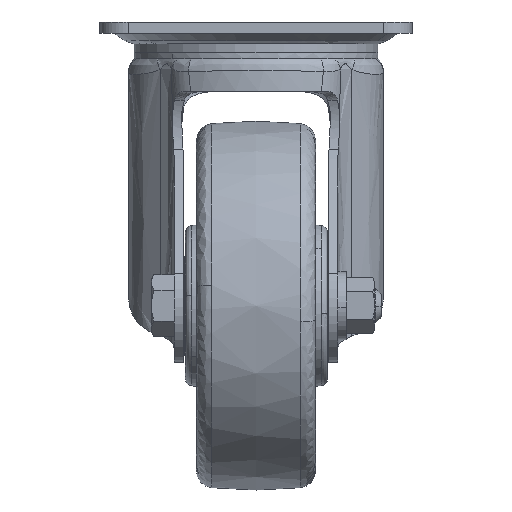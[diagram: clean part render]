
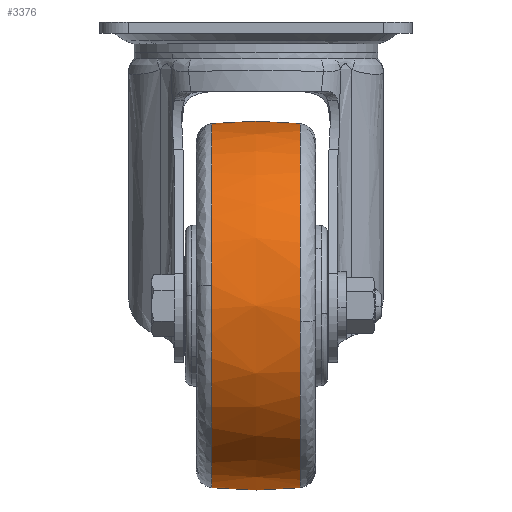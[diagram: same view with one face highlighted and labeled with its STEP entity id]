
A CAD part, left-side view. The second image highlights one B-rep face of the part: STEP entity #3376.
In plain terms, the highlighted free-form (B-spline) face has degree [2, 2] with [5, 7] control points.
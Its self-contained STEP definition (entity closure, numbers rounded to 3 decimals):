
#3070=CARTESIAN_POINT('',(-103.774,15.625,-92.756));
#3071=VERTEX_POINT('',#3070);
#3085=CARTESIAN_POINT('',(-40.0,15.625,-35.816));
#3086=VERTEX_POINT('',#3085);
#3087=CARTESIAN_POINT('',(-40.0,15.625,-35.816));
#3088=CARTESIAN_POINT('',(-97.307,15.625,-35.816));
#3089=CARTESIAN_POINT('',(-103.774,15.625,-92.756));
#3097=(BOUNDED_CURVE()B_SPLINE_CURVE(2,(#3087,#3088,#3089),.UNSPECIFIED.,.F.,.U.)B_SPLINE_CURVE_WITH_KNOTS((3,3),(0.5,0.73),.UNSPECIFIED.)CURVE()GEOMETRIC_REPRESENTATION_ITEM()RATIONAL_B_SPLINE_CURVE((1.0,0.73,0.958))REPRESENTATION_ITEM(''));
#3098=EDGE_CURVE('',#3086,#3071,#3097,.T.);
#3164=CARTESIAN_POINT('',(-40.0,15.625,-164.184));
#3165=VERTEX_POINT('',#3164);
#3179=CARTESIAN_POINT('',(-103.774,15.625,-92.756));
#3180=CARTESIAN_POINT('',(-104.184,15.625,-96.367));
#3181=CARTESIAN_POINT('',(-104.184,15.625,-100.));
#3182=CARTESIAN_POINT('',(-104.184,15.625,-164.184));
#3183=CARTESIAN_POINT('',(-40.0,15.625,-164.184));
#3191=(BOUNDED_CURVE()B_SPLINE_CURVE(2,(#3179,#3180,#3181,#3182,#3183),.UNSPECIFIED.,.F.,.U.)B_SPLINE_CURVE_WITH_KNOTS((3,2,3),(0.73,0.75,1.0),.UNSPECIFIED.)CURVE()GEOMETRIC_REPRESENTATION_ITEM()RATIONAL_B_SPLINE_CURVE((0.958,0.977,1.0,0.707,1.0))REPRESENTATION_ITEM(''));
#3192=EDGE_CURVE('',#3071,#3165,#3191,.T.);
#3242=CARTESIAN_POINT('',(-40.0,-15.625,-164.184));
#3243=VERTEX_POINT('',#3242);
#3244=CARTESIAN_POINT('',(-40.0,-15.625,-164.184));
#3245=CARTESIAN_POINT('',(-40.0,-11.895,-164.575));
#3246=CARTESIAN_POINT('',(-40.0,-1.475,-165.272));
#3247=CARTESIAN_POINT('',(-40.0,8.976,-164.881));
#3248=CARTESIAN_POINT('',(-40.0,15.625,-164.184));
#3249=B_SPLINE_CURVE_WITH_KNOTS('',3,(#3244,#3245,#3246,#3247,#3248),.UNSPECIFIED.,.F.,.U.,(4,1,4),(0.,11.251,31.307),.UNSPECIFIED.);
#3250=EDGE_CURVE('',#3243,#3165,#3249,.T.);
#3254=CARTESIAN_POINT('',(-40.0,-15.625,-35.816));
#3255=VERTEX_POINT('',#3254);
#3256=CARTESIAN_POINT('',(-40.0,-15.625,-35.816));
#3257=CARTESIAN_POINT('',(-40.0,-11.895,-35.425));
#3258=CARTESIAN_POINT('',(-40.0,-1.475,-34.728));
#3259=CARTESIAN_POINT('',(-40.0,8.976,-35.119));
#3260=CARTESIAN_POINT('',(-40.0,15.625,-35.816));
#3261=B_SPLINE_CURVE_WITH_KNOTS('',3,(#3256,#3257,#3258,#3259,#3260),.UNSPECIFIED.,.F.,.U.,(4,1,4),(0.,11.251,31.307),.UNSPECIFIED.);
#3262=EDGE_CURVE('',#3255,#3086,#3261,.T.);
#3297=CARTESIAN_POINT('',(-38.21,-17.198,-35.989));
#3298=CARTESIAN_POINT('',(-38.183,-8.628,-35.));
#3299=CARTESIAN_POINT('',(-38.183,0.0,-35.));
#3300=CARTESIAN_POINT('',(-38.183,8.628,-35.));
#3301=CARTESIAN_POINT('',(-38.21,17.198,-35.989));
#3302=CARTESIAN_POINT('',(-39.1,-17.198,-35.989));
#3303=CARTESIAN_POINT('',(-39.086,-8.628,-35.));
#3304=CARTESIAN_POINT('',(-39.086,0.0,-35.));
#3305=CARTESIAN_POINT('',(-39.086,8.628,-35.));
#3306=CARTESIAN_POINT('',(-39.1,17.198,-35.989));
#3307=CARTESIAN_POINT('',(-104.011,-17.198,-35.989));
#3308=CARTESIAN_POINT('',(-105.,-8.628,-35.));
#3309=CARTESIAN_POINT('',(-105.,0.0,-35.));
#3310=CARTESIAN_POINT('',(-105.,8.628,-35.));
#3311=CARTESIAN_POINT('',(-104.011,17.198,-35.989));
#3312=CARTESIAN_POINT('',(-104.011,-17.198,-100.));
#3313=CARTESIAN_POINT('',(-105.,-8.628,-100.0));
#3314=CARTESIAN_POINT('',(-105.,0.0,-100.0));
#3315=CARTESIAN_POINT('',(-105.,8.628,-100.0));
#3316=CARTESIAN_POINT('',(-104.011,17.198,-100.0));
#3317=CARTESIAN_POINT('',(-104.011,-17.198,-164.011));
#3318=CARTESIAN_POINT('',(-105.,-8.628,-165.));
#3319=CARTESIAN_POINT('',(-105.,0.0,-165.));
#3320=CARTESIAN_POINT('',(-105.,8.628,-165.));
#3321=CARTESIAN_POINT('',(-104.011,17.198,-164.011));
#3322=CARTESIAN_POINT('',(-39.1,-17.198,-164.011));
#3323=CARTESIAN_POINT('',(-39.086,-8.628,-165.));
#3324=CARTESIAN_POINT('',(-39.086,0.0,-165.));
#3325=CARTESIAN_POINT('',(-39.086,8.628,-165.));
#3326=CARTESIAN_POINT('',(-39.1,17.198,-164.011));
#3327=CARTESIAN_POINT('',(-38.21,-17.198,-164.011));
#3328=CARTESIAN_POINT('',(-38.183,-8.628,-165.));
#3329=CARTESIAN_POINT('',(-38.183,0.0,-165.));
#3330=CARTESIAN_POINT('',(-38.183,8.628,-165.));
#3331=CARTESIAN_POINT('',(-38.21,17.198,-164.011));
#3339=(BOUNDED_SURFACE()B_SPLINE_SURFACE(2,2,((#3297,#3302,#3307,#3312,#3317,#3322,#3327),(#3298,#3303,#3308,#3313,#3318,#3323,#3328),(#3299,#3304,#3309,#3314,#3319,#3324,#3329),(#3300,#3305,#3310,#3315,#3320,#3325,#3330),(#3301,#3306,#3311,#3316,#3321,#3326,#3331)),.UNSPECIFIED.,.F.,.F.,.U.)B_SPLINE_SURFACE_WITH_KNOTS((3,2,3),(3,1,2,1,3),(0.0,17.442,34.885),(0.0,2.154,109.849,217.545,219.699),.UNSPECIFIED.)GEOMETRIC_REPRESENTATION_ITEM()RATIONAL_B_SPLINE_SURFACE(((0.987,0.981,0.69,0.975,0.69,0.981,0.987),(0.998,0.992,0.697,0.986,0.697,0.992,0.998),(1.012,1.006,0.707,1.0,0.707,1.006,1.012),(0.998,0.992,0.697,0.986,0.697,0.992,0.998),(0.987,0.981,0.69,0.975,0.69,0.981,0.987)))REPRESENTATION_ITEM('')SURFACE());
#3340=ORIENTED_EDGE('',*,*,#3250,.F.);
#3341=CARTESIAN_POINT('',(-103.936,-15.625,-105.639));
#3342=VERTEX_POINT('',#3341);
#3343=CARTESIAN_POINT('',(-103.936,-15.625,-105.639));
#3344=CARTESIAN_POINT('',(-98.773,-15.625,-164.184));
#3345=CARTESIAN_POINT('',(-40.0,-15.625,-164.184));
#3353=(BOUNDED_CURVE()B_SPLINE_CURVE(2,(#3343,#3344,#3345),.UNSPECIFIED.,.F.,.U.)B_SPLINE_CURVE_WITH_KNOTS((3,3),(0.765,1.0),.UNSPECIFIED.)CURVE()GEOMETRIC_REPRESENTATION_ITEM()RATIONAL_B_SPLINE_CURVE((0.966,0.725,1.0))REPRESENTATION_ITEM(''));
#3354=EDGE_CURVE('',#3342,#3243,#3353,.T.);
#3355=ORIENTED_EDGE('',*,*,#3354,.F.);
#3356=CARTESIAN_POINT('',(-40.0,-15.625,-35.816));
#3357=CARTESIAN_POINT('',(-104.184,-15.625,-35.816));
#3358=CARTESIAN_POINT('',(-104.184,-15.625,-100.));
#3359=CARTESIAN_POINT('',(-104.184,-15.625,-102.825));
#3360=CARTESIAN_POINT('',(-103.936,-15.625,-105.639));
#3368=(BOUNDED_CURVE()B_SPLINE_CURVE(2,(#3356,#3357,#3358,#3359,#3360),.UNSPECIFIED.,.F.,.U.)B_SPLINE_CURVE_WITH_KNOTS((3,2,3),(0.5,0.75,0.765),.UNSPECIFIED.)CURVE()GEOMETRIC_REPRESENTATION_ITEM()RATIONAL_B_SPLINE_CURVE((1.0,0.707,1.0,0.982,0.966))REPRESENTATION_ITEM(''));
#3369=EDGE_CURVE('',#3255,#3342,#3368,.T.);
#3370=ORIENTED_EDGE('',*,*,#3369,.F.);
#3371=ORIENTED_EDGE('',*,*,#3262,.T.);
#3372=ORIENTED_EDGE('',*,*,#3098,.T.);
#3373=ORIENTED_EDGE('',*,*,#3192,.T.);
#3374=EDGE_LOOP('',(#3340,#3355,#3370,#3371,#3372,#3373));
#3375=FACE_OUTER_BOUND('',#3374,.T.);
#3376=ADVANCED_FACE('',(#3375),#3339,.T.);
